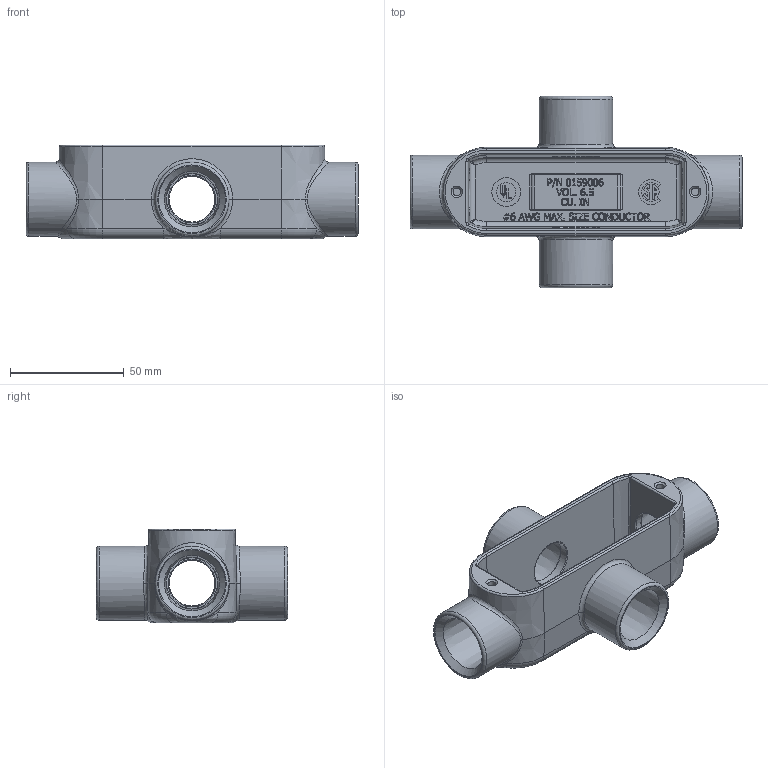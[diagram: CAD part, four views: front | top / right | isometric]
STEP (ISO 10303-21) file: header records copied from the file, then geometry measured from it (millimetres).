
FILE_DESCRIPTION(/* description */ (''),/* implementation_level */ '2;1');
FILE_NAME(/* name */ 'KIL_OX-2.stp',/* time_stamp */ '2020-01-08T10:54:28+05:00',/* author */ ('kr'),/* organization */ (''),/* preprocessor_version */ 'ST-DEVELOPER v16.13',/* originating_system */ 'Autodesk Inventor 2018',/* authorisation */ '');
FILE_SCHEMA (('AUTOMOTIVE_DESIGN { 1 0 10303 214 3 1 1 }'));
Length unit declared in the file: inch
Products named in the file (1): 11911
Bounding box: 146.05 x 84.14 x 41.27 mm (x, y, z)
Volume: 77708.8 mm3; surface area: 41052 mm2
Topology: 1 solids, 1 shells, 1036 faces, 2727 edges, 1772 vertices
Faces by surface type: plane 554, bspline 370, cylinder 52, torus 34, cone 22, sphere 4
Full cylindrical faces by diameter (mm): 8.467 x1, 12.7 x1, 20.117 x4, 32.544 x4
Entity records: 35028 total; most frequent: CARTESIAN_POINT 11942, ORIENTED_EDGE 5354, DIRECTION 3521, EDGE_CURVE 2677, VERTEX_POINT 1768, LINE 1747, VECTOR 1747, EDGE_LOOP 1169
